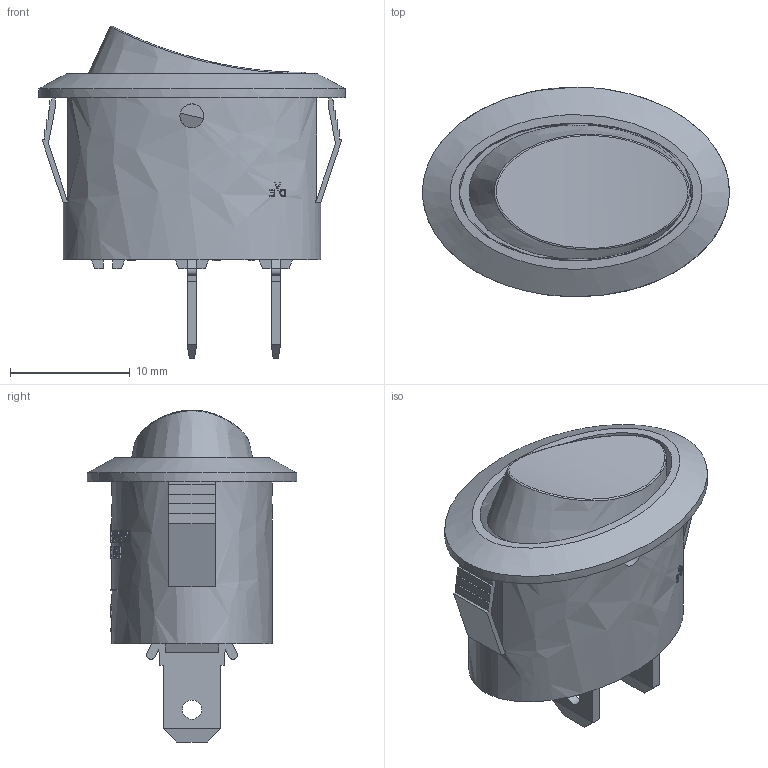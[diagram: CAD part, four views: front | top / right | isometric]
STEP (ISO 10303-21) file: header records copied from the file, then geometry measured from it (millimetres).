
FILE_DESCRIPTION((' '),'2;1');
FILE_NAME('RE111xxx00.stp','2017-07-28T09:01:37',(' '),(' '),' ','ACIS',' ');
FILE_SCHEMA(('CONFIG_CONTROL_DESIGN'));
Length unit declared in the file: inch
Products named in the file (1): RE111xxx00.stp
Bounding box: 25.59 x 17.5 x 27.7 mm (x, y, z)
Volume: 1902.2 mm3; surface area: 3204.9 mm2
Topology: 1 solids, 1 shells, 962 faces, 2635 edges, 1754 vertices
Faces by surface type: plane 566, bspline 377, cylinder 19
Full cylindrical faces by diameter (mm): 1.6 x2, 2 x4
Entity records: 39780 total; most frequent: CARTESIAN_POINT 17146, ORIENTED_EDGE 5250, DIRECTION 3695, EDGE_CURVE 2625, VERTEX_POINT 1750, VECTOR 1425, LINE 1425, AXIS2_PLACEMENT_3D 1135
